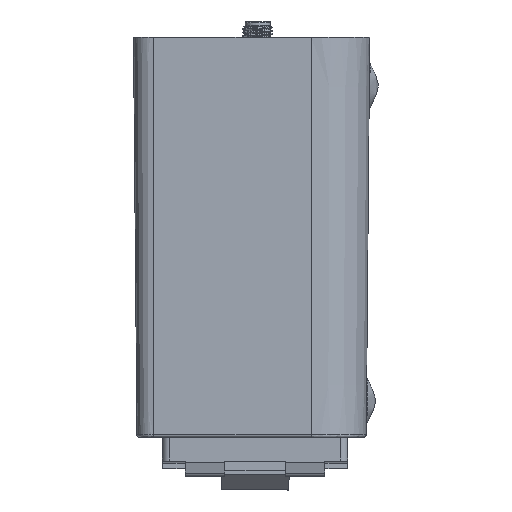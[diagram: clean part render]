
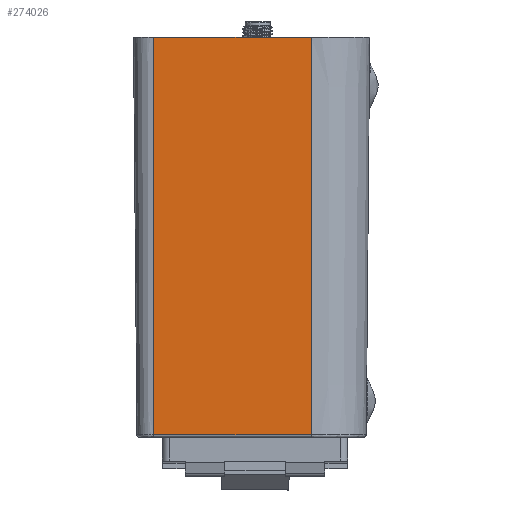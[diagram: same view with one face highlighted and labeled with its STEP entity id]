
A CAD part, left-side view. The second image highlights one B-rep face of the part: STEP entity #274026.
In plain terms, the highlighted face is planar.
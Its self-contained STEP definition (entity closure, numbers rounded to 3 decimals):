
#3847 = LINE ( 'NONE', #211017, #339303 ) ;
#11942 = ORIENTED_EDGE ( 'NONE', *, *, #285768, .F. ) ;
#41060 = VERTEX_POINT ( 'NONE', #89828 ) ;
#59099 = DIRECTION ( 'NONE',  ( 0., 1., 0. ) ) ;
#60223 = CARTESIAN_POINT ( 'NONE',  ( 115.504, 3.5, 0.496 ) ) ;
#63575 = DIRECTION ( 'NONE',  ( -0.009, 0., -1. ) ) ;
#63808 = DIRECTION ( 'NONE',  ( 0., 1., 0. ) ) ;
#68325 = AXIS2_PLACEMENT_3D ( 'NONE', #171731, #86498, #63575 ) ;
#69693 = CARTESIAN_POINT ( 'NONE',  ( 116.23, 3.5, 83.7 ) ) ;
#69734 = VECTOR ( 'NONE', #59099, 1000. ) ;
#86498 = DIRECTION ( 'NONE',  ( 1., 0., -0.009 ) ) ;
#89360 = FACE_OUTER_BOUND ( 'NONE', #125092, .T. ) ;
#89828 = CARTESIAN_POINT ( 'NONE',  ( 115.504, 36.5, 0.496 ) ) ;
#90023 = VERTEX_POINT ( 'NONE', #60223 ) ;
#110448 = ORIENTED_EDGE ( 'NONE', *, *, #276574, .F. ) ;
#125092 = EDGE_LOOP ( 'NONE', ( #162914, #166026, #110448, #11942 ) ) ;
#141132 = VERTEX_POINT ( 'NONE', #305015 ) ;
#143826 = VERTEX_POINT ( 'NONE', #199042 ) ;
#162914 = ORIENTED_EDGE ( 'NONE', *, *, #229751, .F. ) ;
#166026 = ORIENTED_EDGE ( 'NONE', *, *, #322471, .T. ) ;
#171731 = CARTESIAN_POINT ( 'NONE',  ( 115.5, 1.1, 0. ) ) ;
#176629 = CARTESIAN_POINT ( 'NONE',  ( 115.504, 1.1, 0.496 ) ) ;
#199042 = CARTESIAN_POINT ( 'NONE',  ( 116.23, 36.5, 83.7 ) ) ;
#207364 = VECTOR ( 'NONE', #63808, 1000. ) ;
#211017 = CARTESIAN_POINT ( 'NONE',  ( 115.867, 36.5, 42.098 ) ) ;
#229751 = EDGE_CURVE ( 'NONE', #90023, #141132, #349571, .T. ) ;
#239912 = DIRECTION ( 'NONE',  ( -0.009, 0., -1. ) ) ;
#251164 = PLANE ( 'NONE',  #68325 ) ;
#271847 = LINE ( 'NONE', #301984, #69734 ) ;
#274026 = ADVANCED_FACE ( 'NONE', ( #89360 ), #251164, .T. ) ;
#276574 = EDGE_CURVE ( 'NONE', #143826, #41060, #3847, .T. ) ;
#280450 = CARTESIAN_POINT ( 'NONE',  ( 115.504, 3.5, 0.496 ) ) ;
#285768 = EDGE_CURVE ( 'NONE', #141132, #143826, #271847, .T. ) ;
#301984 = CARTESIAN_POINT ( 'NONE',  ( 116.23, 24., 83.7 ) ) ;
#305015 = CARTESIAN_POINT ( 'NONE',  ( 116.23, 3.5, 83.7 ) ) ;
#322471 = EDGE_CURVE ( 'NONE', #90023, #41060, #349587, .T. ) ;
#339303 = VECTOR ( 'NONE', #239912, 1000. ) ;
#349571 = B_SPLINE_CURVE_WITH_KNOTS ( 'NONE', 1,
 ( #280450, #69693 ),
 .UNSPECIFIED., .F., .F.,
 ( 2, 2 ),
 ( 0., 1. ),
 .UNSPECIFIED. ) ;
#349587 = LINE ( 'NONE', #176629, #207364 ) ;
